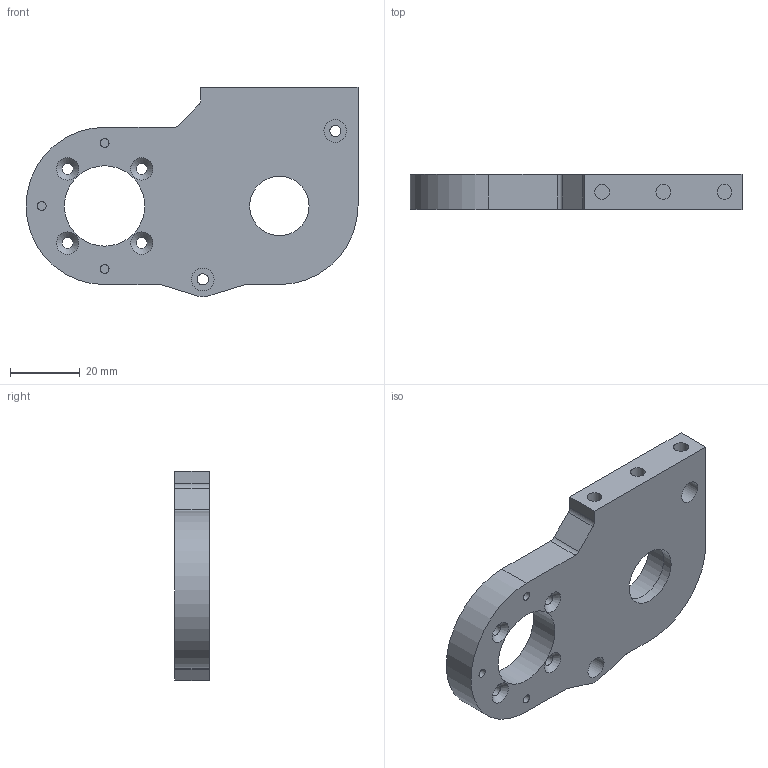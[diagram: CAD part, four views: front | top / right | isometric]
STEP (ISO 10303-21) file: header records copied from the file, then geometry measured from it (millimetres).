
FILE_DESCRIPTION(/* description */ (''),/* implementation_level */ '2;1');
FILE_NAME(/* name */ 'Motor Mount 2DOF.step',/* time_stamp */ '2022-09-16T03:51:31+02:00',/* author */ (''),/* organization */ (''),/* preprocessor_version */ 'ST-DEVELOPER v19',/* originating_system */ 'Autodesk Translation Framework v11.7.0.108',/* authorisation */ '');
FILE_SCHEMA (('AUTOMOTIVE_DESIGN { 1 0 10303 214 3 1 1 }'));
Length unit declared in the file: millimetre
Products named in the file (1): Motor Mount 2DOF
Bounding box: 95 x 10 x 60 mm (x, y, z)
Volume: 36130.8 mm3; surface area: 12904.7 mm2
Topology: 1 solids, 1 shells, 50 faces, 110 edges, 72 vertices
Faces by surface type: cylinder 25, plane 21, cone 4
Full cylindrical faces by diameter (mm): 2.529 x3, 3.2 x6, 4.234 x3, 6.5 x2, 17 x1, 19 x1, 23 x1, 41 x1
Entity records: 1450 total; most frequent: DIRECTION 266, CARTESIAN_POINT 233, ORIENTED_EDGE 220, EDGE_CURVE 110, AXIS2_PLACEMENT_3D 105, EDGE_LOOP 76, VERTEX_POINT 72, LINE 56
